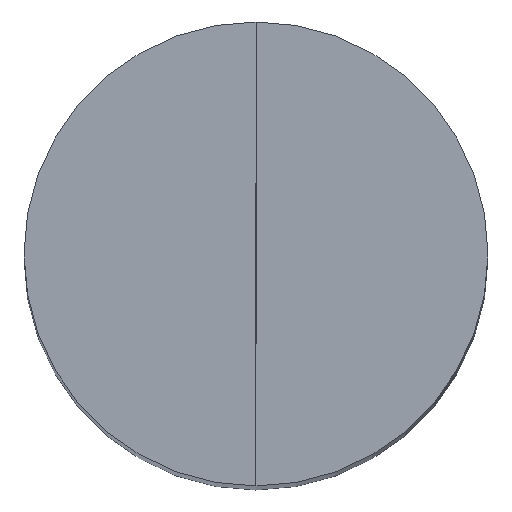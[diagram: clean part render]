
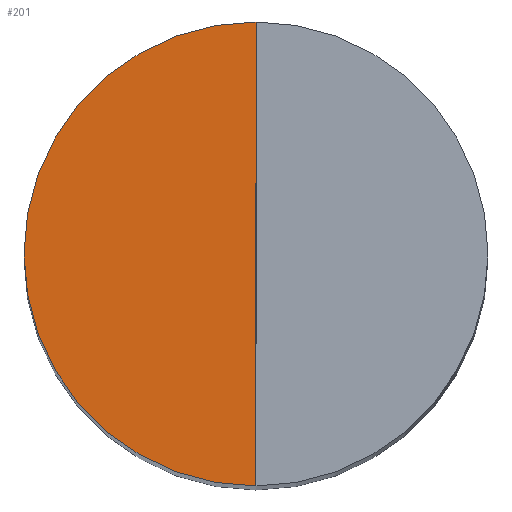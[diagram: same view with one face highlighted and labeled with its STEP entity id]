
A CAD part, top view. The second image highlights one B-rep face of the part: STEP entity #201.
In plain terms, the highlighted planar face has unit normal (0, 0, 1).
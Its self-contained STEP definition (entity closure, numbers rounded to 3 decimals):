
#39 = VERTEX_POINT('',#40);
#40 = CARTESIAN_POINT('',(0.,1.5,15.));
#47 = CYLINDRICAL_SURFACE('',#48,1.5);
#48 = AXIS2_PLACEMENT_3D('',#49,#50,#51);
#49 = CARTESIAN_POINT('',(0.,0.,0.));
#50 = DIRECTION('',(0.,0.,-1.));
#51 = DIRECTION('',(1.,0.,0.));
#59 = PLANE('',#60);
#60 = AXIS2_PLACEMENT_3D('',#61,#62,#63);
#61 = CARTESIAN_POINT('',(0.,-1.5,0.));
#62 = DIRECTION('',(-1.,0.,0.));
#63 = DIRECTION('',(0.,1.,0.));
#71 = EDGE_CURVE('',#39,#72,#74,.T.);
#72 = VERTEX_POINT('',#73);
#73 = CARTESIAN_POINT('',(0.,-1.5,15.));
#74 = SURFACE_CURVE('',#75,(#80,#87),.PCURVE_S1.);
#75 = CIRCLE('',#76,1.5);
#76 = AXIS2_PLACEMENT_3D('',#77,#78,#79);
#77 = CARTESIAN_POINT('',(0.,0.,15.));
#78 = DIRECTION('',(0.,0.,1.));
#79 = DIRECTION('',(1.,0.,0.));
#80 = PCURVE('',#47,#81);
#81 = DEFINITIONAL_REPRESENTATION('',(#82),#86);
#82 = LINE('',#83,#84);
#83 = CARTESIAN_POINT('',(0.,-15.));
#84 = VECTOR('',#85,1.);
#85 = DIRECTION('',(-1.,0.));
#86 = ( GEOMETRIC_REPRESENTATION_CONTEXT(2) 
PARAMETRIC_REPRESENTATION_CONTEXT() REPRESENTATION_CONTEXT('2D SPACE',''
  ) );
#87 = PCURVE('',#88,#93);
#88 = PLANE('',#89);
#89 = AXIS2_PLACEMENT_3D('',#90,#91,#92);
#90 = CARTESIAN_POINT('',(-0.52,0.,15.));
#91 = DIRECTION('',(0.,0.,1.));
#92 = DIRECTION('',(1.,0.,0.));
#93 = DEFINITIONAL_REPRESENTATION('',(#94),#98);
#94 = CIRCLE('',#95,1.5);
#95 = AXIS2_PLACEMENT_2D('',#96,#97);
#96 = CARTESIAN_POINT('',(0.52,0.));
#97 = DIRECTION('',(1.,0.));
#98 = ( GEOMETRIC_REPRESENTATION_CONTEXT(2) 
PARAMETRIC_REPRESENTATION_CONTEXT() REPRESENTATION_CONTEXT('2D SPACE',''
  ) );
#154 = EDGE_CURVE('',#72,#39,#155,.T.);
#155 = SURFACE_CURVE('',#156,(#160,#167),.PCURVE_S1.);
#156 = LINE('',#157,#158);
#157 = CARTESIAN_POINT('',(0.,-1.5,15.));
#158 = VECTOR('',#159,1.);
#159 = DIRECTION('',(0.,1.,0.));
#160 = PCURVE('',#59,#161);
#161 = DEFINITIONAL_REPRESENTATION('',(#162),#166);
#162 = LINE('',#163,#164);
#163 = CARTESIAN_POINT('',(0.,-15.));
#164 = VECTOR('',#165,1.);
#165 = DIRECTION('',(1.,0.));
#166 = ( GEOMETRIC_REPRESENTATION_CONTEXT(2) 
PARAMETRIC_REPRESENTATION_CONTEXT() REPRESENTATION_CONTEXT('2D SPACE',''
  ) );
#167 = PCURVE('',#88,#168);
#168 = DEFINITIONAL_REPRESENTATION('',(#169),#173);
#169 = LINE('',#170,#171);
#170 = CARTESIAN_POINT('',(0.52,-1.5));
#171 = VECTOR('',#172,1.);
#172 = DIRECTION('',(0.,1.));
#173 = ( GEOMETRIC_REPRESENTATION_CONTEXT(2) 
PARAMETRIC_REPRESENTATION_CONTEXT() REPRESENTATION_CONTEXT('2D SPACE',''
  ) );
#201 = ADVANCED_FACE('',(#202),#88,.T.);
#202 = FACE_BOUND('',#203,.T.);
#203 = EDGE_LOOP('',(#204,#205));
#204 = ORIENTED_EDGE('',*,*,#71,.T.);
#205 = ORIENTED_EDGE('',*,*,#154,.T.);
